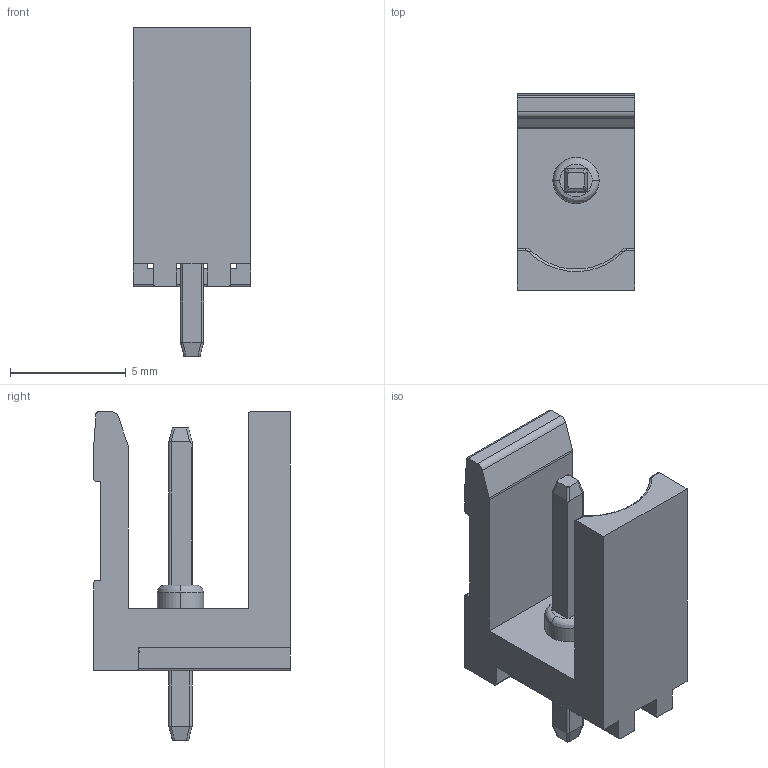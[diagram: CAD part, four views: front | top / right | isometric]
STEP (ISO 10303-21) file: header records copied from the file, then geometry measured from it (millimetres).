
FILE_DESCRIPTION (( 'STEP AP214' ), '1' );
FILE_NAME ('KF2EDGK5.08-LI.STEP', '2017-09-06T03:22:09', ( 'Roy' ), ( 'Microsoft' ), 'SwSTEP 2.0', 'SolidWorks 2014', '' );
FILE_SCHEMA (( 'AUTOMOTIVE_DESIGN' ));
Length unit declared in the file: millimetre
Products named in the file (4): KF2EDGK5.08-LI; KF2EDGK-1P; Free-Models
Assembly tree (3 placements, depth 4):
  KF2EDGK5.08-LI
    Free-Models
      KF2EDGK-1P
        KF2EDGK-1P
Bounding box: 5.08 x 8.5 x 14.2 mm (x, y, z)
Volume: 215.4 mm3; surface area: 463.3 mm2
Topology: 1 solids, 1 shells, 91 faces, 266 edges, 174 vertices
Faces by surface type: plane 51, cylinder 35, bspline 5
Entity records: 4180 total; most frequent: CARTESIAN_POINT 749, ORIENTED_EDGE 532, DIRECTION 454, EDGE_CURVE 266, LINE 180, VECTOR 180, VERTEX_POINT 174, AXIS2_PLACEMENT_3D 137
